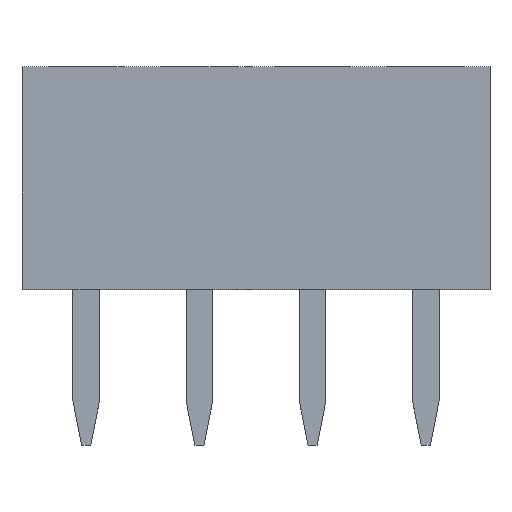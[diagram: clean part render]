
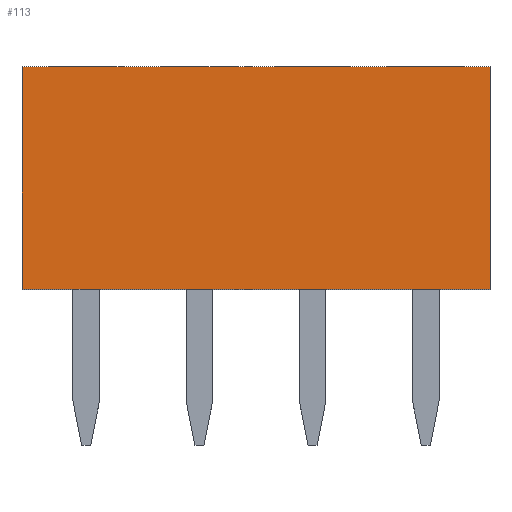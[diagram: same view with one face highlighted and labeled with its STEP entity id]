
A CAD part, top view. The second image highlights one B-rep face of the part: STEP entity #113.
In plain terms, the highlighted planar face has unit normal (0, 0, 1).
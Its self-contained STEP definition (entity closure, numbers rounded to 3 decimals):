
#41 = EDGE_CURVE ( 'NONE', #1603, #961, #1755, .T. ) ;
#95 = DIRECTION ( 'NONE',  ( 0., 0., -1. ) ) ;
#98 = LINE ( 'NONE', #1365, #1043 ) ;
#113 = ADVANCED_FACE ( 'NONE', ( #892 ), #560, .F. ) ;
#178 = LINE ( 'NONE', #912, #1412 ) ;
#189 = ORIENTED_EDGE ( 'NONE', *, *, #41, .T. ) ;
#233 = EDGE_CURVE ( 'NONE', #982, #1738, #178, .T. ) ;
#272 = ORIENTED_EDGE ( 'NONE', *, *, #1163, .T. ) ;
#373 = CARTESIAN_POINT ( 'NONE',  ( -5.25, 5., 1.25 ) ) ;
#421 = DIRECTION ( 'NONE',  ( 0., 1., 0. ) ) ;
#501 = AXIS2_PLACEMENT_3D ( 'NONE', #1634, #95, #1023 ) ;
#516 = ORIENTED_EDGE ( 'NONE', *, *, #1787, .T. ) ;
#560 = PLANE ( 'NONE',  #501 ) ;
#574 = LINE ( 'NONE', #896, #790 ) ;
#648 = EDGE_LOOP ( 'NONE', ( #516, #1625, #272, #189 ) ) ;
#787 = VECTOR ( 'NONE', #1954, 1000. ) ;
#790 = VECTOR ( 'NONE', #1084, 1000. ) ;
#892 = FACE_OUTER_BOUND ( 'NONE', #648, .T. ) ;
#896 = CARTESIAN_POINT ( 'NONE',  ( -5.25, 0., 1.25 ) ) ;
#912 = CARTESIAN_POINT ( 'NONE',  ( -5.25, 0., 1.25 ) ) ;
#928 = CARTESIAN_POINT ( 'NONE',  ( 5.25, 0., 1.25 ) ) ;
#961 = VERTEX_POINT ( 'NONE', #1271 ) ;
#982 = VERTEX_POINT ( 'NONE', #1290 ) ;
#1023 = DIRECTION ( 'NONE',  ( -1., 0., 0. ) ) ;
#1043 = VECTOR ( 'NONE', #421, 1000. ) ;
#1084 = DIRECTION ( 'NONE',  ( 0., -1., 0. ) ) ;
#1111 = DIRECTION ( 'NONE',  ( 1., 0., 0. ) ) ;
#1163 = EDGE_CURVE ( 'NONE', #1738, #1603, #98, .T. ) ;
#1271 = CARTESIAN_POINT ( 'NONE',  ( -5.25, 5., 1.25 ) ) ;
#1290 = CARTESIAN_POINT ( 'NONE',  ( -5.25, 0., 1.25 ) ) ;
#1365 = CARTESIAN_POINT ( 'NONE',  ( 5.25, 0., 1.25 ) ) ;
#1412 = VECTOR ( 'NONE', #1111, 1000. ) ;
#1563 = CARTESIAN_POINT ( 'NONE',  ( 5.25, 5., 1.25 ) ) ;
#1603 = VERTEX_POINT ( 'NONE', #1563 ) ;
#1625 = ORIENTED_EDGE ( 'NONE', *, *, #233, .T. ) ;
#1634 = CARTESIAN_POINT ( 'NONE',  ( 0., 0., 1.25 ) ) ;
#1738 = VERTEX_POINT ( 'NONE', #928 ) ;
#1755 = LINE ( 'NONE', #373, #787 ) ;
#1787 = EDGE_CURVE ( 'NONE', #961, #982, #574, .T. ) ;
#1954 = DIRECTION ( 'NONE',  ( -1., 0., 0. ) ) ;
